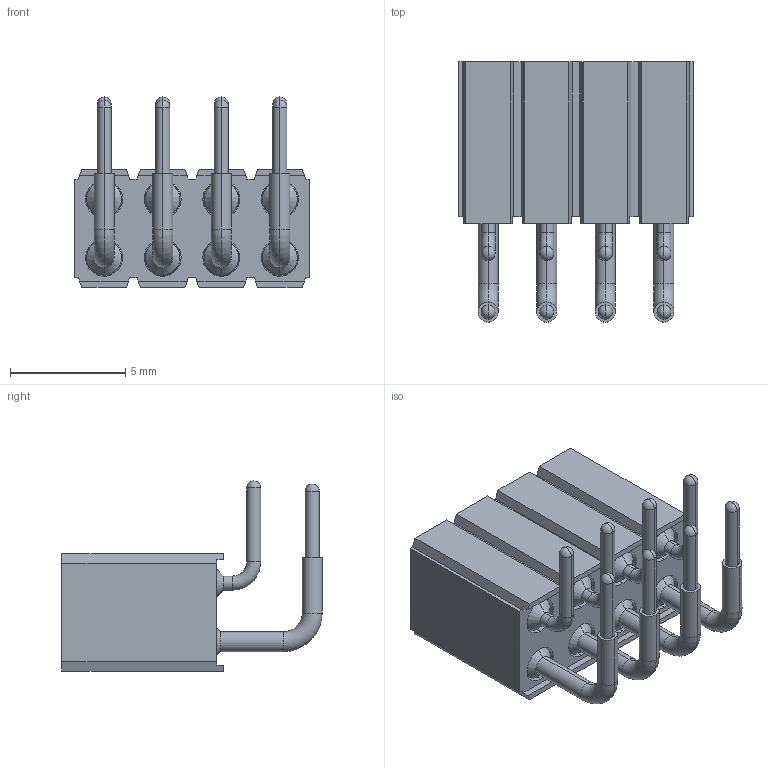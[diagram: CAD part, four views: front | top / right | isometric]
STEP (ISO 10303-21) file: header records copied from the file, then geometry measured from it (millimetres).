
FILE_DESCRIPTION (( 'STEP AP214' ), '1' );
FILE_NAME ('mill-max-803-93-008-20-001000.STEP', '2023-08-24T17:20:12', ( '' ), ( '' ), 'SwSTEP 2.0', 'SolidWorks 2022', '' );
FILE_SCHEMA (( 'AUTOMOTIVE_DESIGN' ));
Length unit declared in the file: inch
Products named in the file (4): 1306_1306-0-00-01-00-00-03-0; mill-max-803-93-008-20-001000; 1305_1305-0-00-01-00-00-03-0; P8XX-21-014-00-000000_P808-21-014-00-000000
Assembly tree (9 placements, depth 2):
  mill-max-803-93-008-20-001000
    P8XX-21-014-00-000000_P808-21-014-00-000000
    1305_1305-0-00-01-00-00-03-0  x4
    1306_1306-0-00-01-00-00-03-0  x4
Bounding box: 10.16 x 11.28 x 8.24 mm (x, y, z)
Volume: 286.9 mm3; surface area: 1216 mm2
Topology: 9 solids, 9 shells, 1922 faces, 4244 edges, 2344 vertices
Faces by surface type: plane 1050, cylinder 472, cone 368, torus 16, sphere 16
Entity records: 15638 total; most frequent: CARTESIAN_POINT 3709, ORIENTED_EDGE 2476, DIRECTION 2412, EDGE_CURVE 1238, AXIS2_PLACEMENT_3D 1011, VERTEX_POINT 708, EDGE_LOOP 582, ADVANCED_FACE 551
